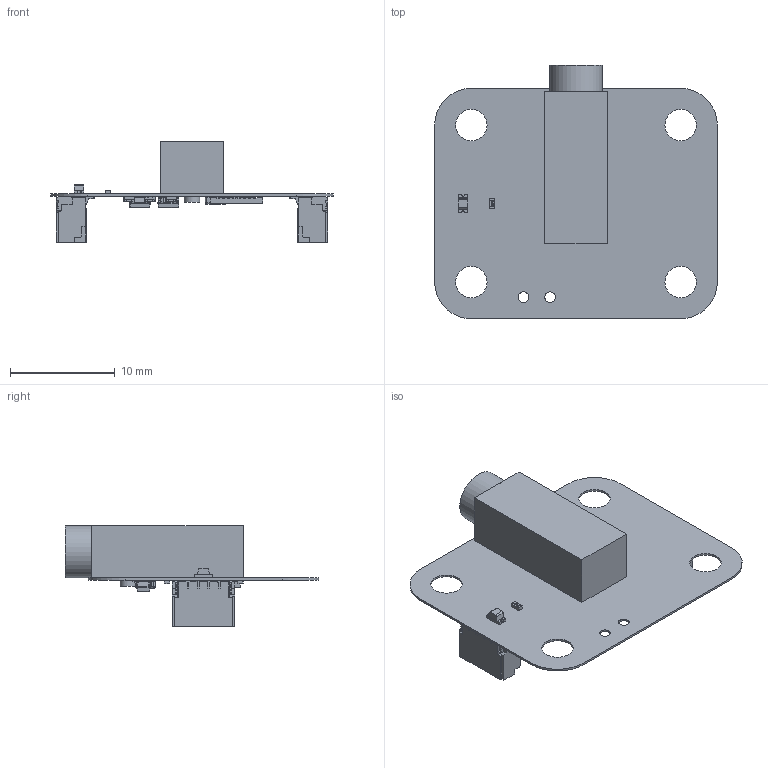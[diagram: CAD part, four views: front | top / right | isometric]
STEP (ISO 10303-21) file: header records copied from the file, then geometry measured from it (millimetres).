
FILE_DESCRIPTION(('Open CASCADE Model'),'2;1');
FILE_NAME('Open CASCADE Shape Model','2025-10-09T10:11:40',('Author'),( 'Open CASCADE'),'Open CASCADE STEP processor 7.5','Open CASCADE 7.5' ,'Unknown');
FILE_SCHEMA(('AUTOMOTIVE_DESIGN { 1 0 10303 214 1 1 1 1 }'));
Length unit declared in the file: millimetre
Products named in the file (62): PCB; Board; Open CASCADE STEP translator 7.5 1.1.1; U3; IC_Texas_Instruments_SN74AHC1G09DCKR_eec; BODY-SOT; LEAD-SOT; Texas Logo; Texas Logo1; U2; R7; User Library-R SMD 0402; User Library-R SMD 0402_0402 BODY; User Library-R SMD 0402_0402 PAD; User Library-R SMD 0402_0402 OPIS; R6; R5; R3; R2; R1; C10; C0402; C9; Cap_AVX_04025C472KAT2A_eec; terminals; body; logo; C8; C7; C6; C5; C4; C3; 3; 6324803152; Cylinder; 6324802912; 6324802752; Extruded; 6324802432 ...
Assembly tree (81 placements, depth 4):
  PCB
    Board
      Open CASCADE STEP translator 7.5 1.1.1
    U3
      IC_Texas_Instruments_SN74AHC1G09DCKR_eec
        BODY-SOT
        LEAD-SOT  x5
        Texas Logo
        Texas Logo1
    U2
      IC_Texas_Instruments_SN74AHC1G09DCKR_eec
        BODY-SOT
        LEAD-SOT  x5
        Texas Logo
        Texas Logo1
    R7
      User Library-R SMD 0402
        User Library-R SMD 0402_0402 BODY
        User Library-R SMD 0402_0402 PAD  x2
        User Library-R SMD 0402_0402 OPIS
    R6
      User Library-R SMD 0402
        User Library-R SMD 0402_0402 BODY
        User Library-R SMD 0402_0402 PAD  x2
        User Library-R SMD 0402_0402 OPIS
    R5
      User Library-R SMD 0402
        User Library-R SMD 0402_0402 BODY
        User Library-R SMD 0402_0402 PAD  x2
        User Library-R SMD 0402_0402 OPIS
    R3
      User Library-R SMD 0402
        User Library-R SMD 0402_0402 BODY
        User Library-R SMD 0402_0402 PAD  x2
        User Library-R SMD 0402_0402 OPIS
    R2
      User Library-R SMD 0402
        User Library-R SMD 0402_0402 BODY
        User Library-R SMD 0402_0402 PAD  x2
        User Library-R SMD 0402_0402 OPIS
    R1
      User Library-R SMD 0402
        User Library-R SMD 0402_0402 BODY
        User Library-R SMD 0402_0402 PAD  x2
        User Library-R SMD 0402_0402 OPIS
    C10
      C0402
    C9
      Cap_AVX_04025C472KAT2A_eec
        terminals
        body
        logo
    C8
      Cap_AVX_04025C472KAT2A_eec
        terminals
        body
        logo
    C7
      Cap_AVX_04025C472KAT2A_eec
        terminals
Bounding box: 27 x 24.2 x 9.62 mm (x, y, z)
Volume: 719.5 mm3; surface area: 2270.4 mm2
Topology: 260 solids, 260 shells, 3895 faces, 10921 edges, 9030 vertices
Faces by surface type: plane 2651, bspline 654, cylinder 494, sphere 64, revolution 24, cone 8
Full cylindrical faces by diameter (mm): 1.016 x2, 1.5 x2, 1.6 x2, 3 x4, 3.6 x1, 5 x1
Entity records: 79742 total; most frequent: CARTESIAN_POINT 21106, DIRECTION 9922, ORIENTED_EDGE 9680, LINE 5178, VECTOR 5178, EDGE_CURVE 4840, VERTEX_POINT 3160, AXIS2_PLACEMENT_3D 2368
